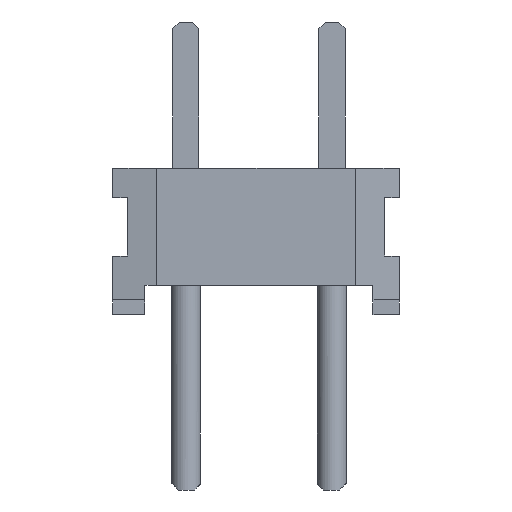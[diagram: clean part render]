
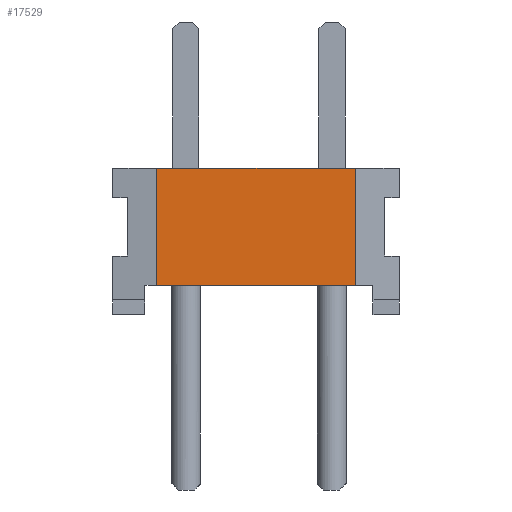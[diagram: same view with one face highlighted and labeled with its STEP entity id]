
A CAD part, left-side view. The second image highlights one B-rep face of the part: STEP entity #17529.
In plain terms, the highlighted planar face has unit normal (-1, 0, 0).
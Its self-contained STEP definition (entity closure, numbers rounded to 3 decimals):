
#17529 = ADVANCED_FACE('',(#17530),#17564,.F.);
#17530 = FACE_BOUND('',#17531,.T.);
#17531 = EDGE_LOOP('',(#17532,#17542,#17550,#17558));
#17532 = ORIENTED_EDGE('',*,*,#17533,.F.);
#17533 = EDGE_CURVE('',#17534,#17536,#17538,.T.);
#17534 = VERTEX_POINT('',#17535);
#17535 = CARTESIAN_POINT('',(-19.685,1.778,2.54));
#17536 = VERTEX_POINT('',#17537);
#17537 = CARTESIAN_POINT('',(-19.685,-1.676,2.54));
#17538 = LINE('',#17539,#17540);
#17539 = CARTESIAN_POINT('',(-19.685,2.54,2.54));
#17540 = VECTOR('',#17541,1.);
#17541 = DIRECTION('',(0.,-1.,0.));
#17542 = ORIENTED_EDGE('',*,*,#17543,.T.);
#17543 = EDGE_CURVE('',#17534,#17544,#17546,.T.);
#17544 = VERTEX_POINT('',#17545);
#17545 = CARTESIAN_POINT('',(-19.685,1.778,0.508));
#17546 = LINE('',#17547,#17548);
#17547 = CARTESIAN_POINT('',(-19.685,1.778,2.54));
#17548 = VECTOR('',#17549,1.);
#17549 = DIRECTION('',(0.,0.,-1.));
#17550 = ORIENTED_EDGE('',*,*,#17551,.T.);
#17551 = EDGE_CURVE('',#17544,#17552,#17554,.T.);
#17552 = VERTEX_POINT('',#17553);
#17553 = CARTESIAN_POINT('',(-19.685,-1.676,0.508));
#17554 = LINE('',#17555,#17556);
#17555 = CARTESIAN_POINT('',(-19.685,1.981,0.508));
#17556 = VECTOR('',#17557,1.);
#17557 = DIRECTION('',(0.,-1.,0.));
#17558 = ORIENTED_EDGE('',*,*,#17559,.T.);
#17559 = EDGE_CURVE('',#17552,#17536,#17560,.T.);
#17560 = LINE('',#17561,#17562);
#17561 = CARTESIAN_POINT('',(-19.685,-1.676,2.54));
#17562 = VECTOR('',#17563,1.);
#17563 = DIRECTION('',(0.,0.,1.));
#17564 = PLANE('',#17565);
#17565 = AXIS2_PLACEMENT_3D('',#17566,#17567,#17568);
#17566 = CARTESIAN_POINT('',(-19.685,2.54,2.54));
#17567 = DIRECTION('',(1.,0.,0.));
#17568 = DIRECTION('',(0.,1.,0.));
